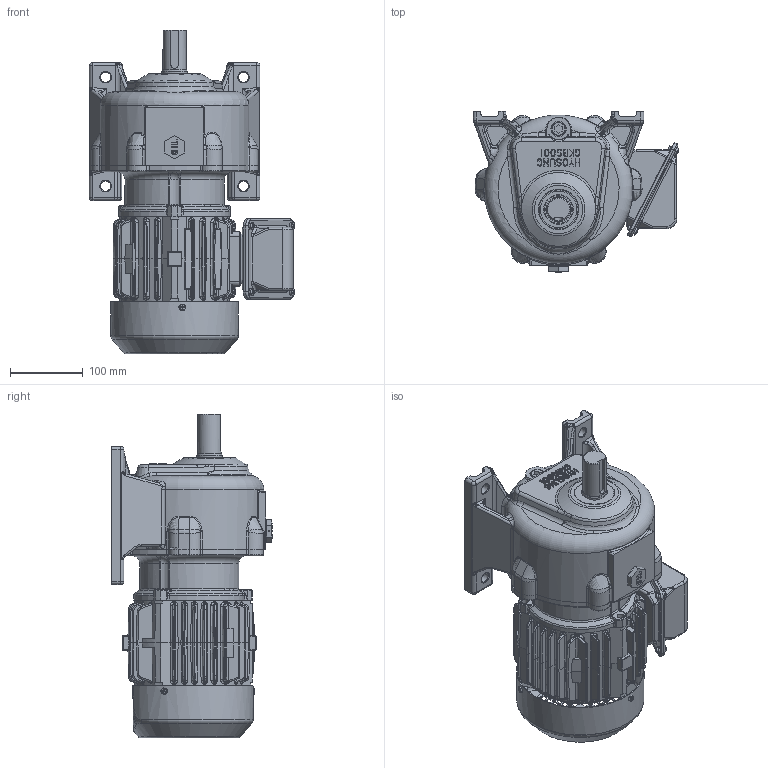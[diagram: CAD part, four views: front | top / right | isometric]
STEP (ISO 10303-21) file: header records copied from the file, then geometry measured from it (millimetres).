
FILE_DESCRIPTION(/* description */ ('Unknown'),/* implementation_level */ '2;1');
FILE_NAME(/* name */ 'EK2DO07138_FHB_0.75kW_R40_CUSTOMER',/* time_stamp */ '2019-06-24T09:24:15+09:00',/* author */ ('Unknown'),/* organization */ ('Unknown'),/* preprocessor_version */ 'ST-DEVELOPER v16.7',/* originating_system */ 'DEX',/* authorisation */ $);
FILE_SCHEMA (('AUTOMOTIVE_DESIGN {1 0 10303 214 3 1 1}'));
Length unit declared in the file: millimetre
Products named in the file (21): EK2DO07138_FHB_0.75kW_R40_CUSTOMER; DKA0100585_DGKBS001_Casing_mbs_kmj_CUSTOMER; DKA0700290_DGKDS005; DKA0500656_DGKDS401; 1in BSP Tank Plug_5530; 4-2 FR.80M_ROUND_CUSTOMER; 1-2 FR.80M_ROUND_DMA0300844; 2-1 �ݺ��� �����+��켓+후드+볼트; DSMW10382_饶3; M5x8_饶靛; 3-1 FR.80~90 繹っ 欽; DMA0700233; DMA120011(橇饭烙啊勱皜鞀れ紦); DMA1200110(´ÜÀÚ¹Ú½º•ìŠ¤ê°€ìŠ¤ì¼“); DMA0700372; ~FR.132 炼赋杭飘柬姼_旎る矂; Socket Plug Conical Hole Thread R 1-2 DIN 906(Screw Plug Conical Hole
 Thread R 1-2 DIN 906); DKA0800181_DGKBS160_CUSTOMER; Oil Seal(35x55x11); Oil Seal(35x55x11)胶橇
Assembly tree (25 placements, depth 4):
  EK2DO07138_FHB_0.75kW_R40_CUSTOMER
    DKA0100585_DGKBS001_Casing_mbs_kmj_CUSTOMER
    DKA0700290_DGKDS005
    DKA0500656_DGKDS401
    1in BSP Tank Plug_5530
    4-2 FR.80M_ROUND_CUSTOMER
      1-2 FR.80M_ROUND_DMA0300844
      2-1 �ݺ��� �����+��켓+후드+볼트
        DSMW10382_饶3
        M5x8_饶靛  x3
      3-1 FR.80~90 繹っ 欽
        DMA0700233
        DMA120011(橇饭烙啊勱皜鞀れ紦)
        DMA1200110(´ÜÀÚ¹Ú½º•ìŠ¤ê°€ìŠ¤ì¼“)
        DMA0700372
        ~FR.132 炼赋杭飘柬姼_旎る矂  x4
    Socket Plug Conical Hole Thread R 1-2 DIN 906(Screw Plug Conical Hole
 Thread R 1-2 DIN 906)
    DKA0800181_DGKBS160_CUSTOMER
    Oil Seal(35x55x11)
      Oil Seal(35x55x11)
      Oil Seal(35x55x11)胶橇
Bounding box: 282.96 x 221.75 x 446.5 mm (x, y, z)
Volume: 8860339.5 mm3; surface area: 725484.5 mm2
Topology: 21 solids, 21 shells, 3470 faces, 8938 edges, 5504 vertices
Faces by surface type: cylinder 1243, plane 1200, bspline 725, torus 160, cone 94, sphere 48
Full cylindrical faces by diameter (mm): 1.5 x1, 4.917 x8, 5 x3, 6 x9, 6.647 x12, 7 x8, 8 x4, 8.376 x12, 9 x7, 9.5 x3, 10.5 x4, 12 x1, 14 x4, 15 x1, 18 x4, 20 x2, 21.39 x1, 22 x1, 26 x1, 32 x1, 35 x2, 39.2 x1, 40 x1, 45 x1, 51.5 x1, 55 x2, 147 x2
Entity records: 113418 total; most frequent: CARTESIAN_POINT 35452, ORIENTED_EDGE 16598, DIRECTION 15418, EDGE_CURVE 8299, AXIS2_PLACEMENT_3D 5866, VERTEX_POINT 5225, FACE_BOUND 3894, EDGE_LOOP 3877
